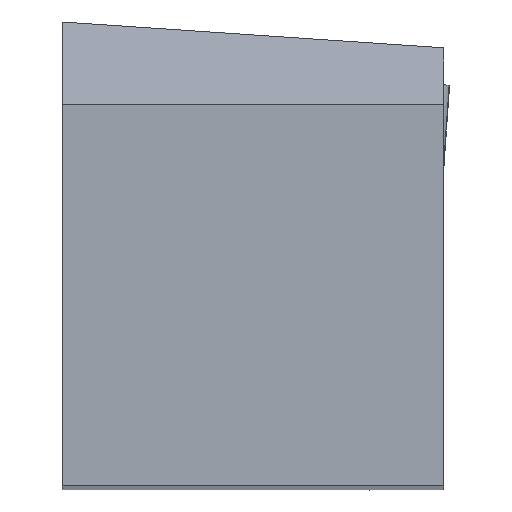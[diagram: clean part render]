
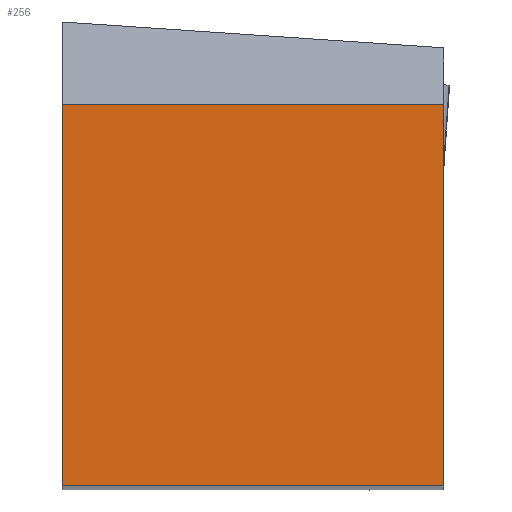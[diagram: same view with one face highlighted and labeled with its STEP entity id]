
A CAD part, top view. The second image highlights one B-rep face of the part: STEP entity #256.
In plain terms, the highlighted planar face has unit normal (0, 0, 1).
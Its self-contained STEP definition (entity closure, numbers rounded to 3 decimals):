
#81=LINE('',#1171,#164);
#86=LINE('',#1181,#169);
#116=LINE('',#1250,#199);
#120=LINE('',#1258,#203);
#164=VECTOR('',#936,1.);
#169=VECTOR('',#943,1.);
#199=VECTOR('',#1009,1.);
#203=VECTOR('',#1017,1.);
#256=ADVANCED_FACE('',(#333),#299,.T.);
#299=PLANE('',#866);
#333=FACE_OUTER_BOUND('',#375,.T.);
#375=EDGE_LOOP('',(#508,#509,#510,#511));
#508=ORIENTED_EDGE('',*,*,#756,.T.);
#509=ORIENTED_EDGE('',*,*,#752,.T.);
#510=ORIENTED_EDGE('',*,*,#716,.T.);
#511=ORIENTED_EDGE('',*,*,#711,.T.);
#637=VERTEX_POINT('',#1170);
#638=VERTEX_POINT('',#1172);
#642=VERTEX_POINT('',#1182);
#663=VERTEX_POINT('',#1251);
#711=EDGE_CURVE('',#638,#637,#81,.T.);
#716=EDGE_CURVE('',#642,#638,#86,.T.);
#752=EDGE_CURVE('',#663,#642,#116,.T.);
#756=EDGE_CURVE('',#637,#663,#120,.T.);
#866=AXIS2_PLACEMENT_3D('',#1260,#1020,#1021);
#936=DIRECTION('',(0.,1.,0.));
#943=DIRECTION('',(1.,0.,0.));
#1009=DIRECTION('',(0.,-1.,0.));
#1017=DIRECTION('',(-1.,0.,0.));
#1020=DIRECTION('',(0.,0.,1.));
#1021=DIRECTION('',(1.,0.,0.));
#1170=CARTESIAN_POINT('',(20.,20.,0.));
#1171=CARTESIAN_POINT('',(20.,0.,0.));
#1172=CARTESIAN_POINT('',(20.,0.,0.));
#1181=CARTESIAN_POINT('',(0.,0.,0.));
#1182=CARTESIAN_POINT('',(0.,0.,0.));
#1250=CARTESIAN_POINT('',(0.,20.,0.));
#1251=CARTESIAN_POINT('',(0.,20.,0.));
#1258=CARTESIAN_POINT('',(20.,20.,0.));
#1260=CARTESIAN_POINT('',(10.,10.,0.));
